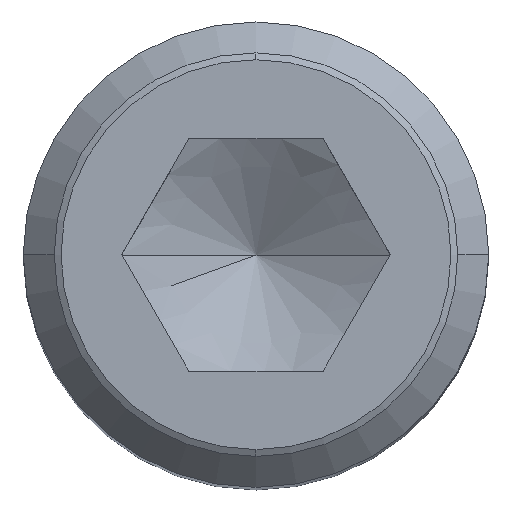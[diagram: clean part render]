
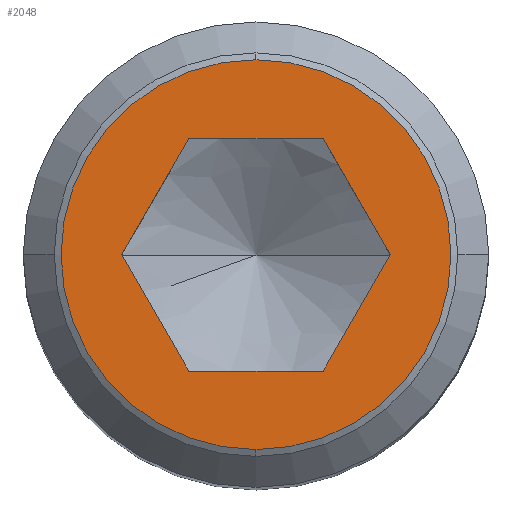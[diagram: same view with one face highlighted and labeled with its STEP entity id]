
A CAD part, top view. The second image highlights one B-rep face of the part: STEP entity #2048.
In plain terms, the highlighted planar face has unit normal (0, 0, 1).
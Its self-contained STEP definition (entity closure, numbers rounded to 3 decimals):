
#1704=EDGE_CURVE('',#2068,#1868,#4174,.T.);
#1868=VERTEX_POINT('',#4363);
#2048=ADVANCED_FACE('',(#4566,#4567),#4568,.T.);
#2068=VERTEX_POINT('',#4589);
#2078=EDGE_CURVE('',#2586,#3310,#4600,.T.);
#2402=VERTEX_POINT('',#4966);
#2426=EDGE_CURVE('',#2628,#2402,#4994,.T.);
#2586=VERTEX_POINT('',#5176);
#2624=EDGE_CURVE('',#3006,#3542,#5220,.T.);
#2628=VERTEX_POINT('',#5224);
#3006=VERTEX_POINT('',#5651);
#3064=EDGE_CURVE('',#1868,#2628,#5715,.T.);
#3174=EDGE_CURVE('',#2402,#3006,#5836,.T.);
#3264=EDGE_CURVE('',#3542,#2068,#5938,.T.);
#3310=VERTEX_POINT('',#5990);
#3448=EDGE_CURVE('',#3310,#2586,#6142,.T.);
#3542=VERTEX_POINT('',#6243);
#4174=LINE('',#7114,#7115);
#4363=CARTESIAN_POINT('',(1.443,2.5,0.));
#4566=FACE_BOUND('',#7663,.T.);
#4567=FACE_OUTER_BOUND('',#7664,.T.);
#4568=PLANE('',#7665);
#4589=CARTESIAN_POINT('',(-1.443,2.5,0.));
#4600=CIRCLE('',#7718,4.188);
#4966=CARTESIAN_POINT('',(1.443,-2.5,0.));
#4994=LINE('',#8281,#8282);
#5176=CARTESIAN_POINT('',(0.,-4.188,0.));
#5220=LINE('',#8583,#8584);
#5224=CARTESIAN_POINT('',(2.887,0.0,0.));
#5651=CARTESIAN_POINT('',(-1.443,-2.5,0.));
#5715=LINE('',#9285,#9286);
#5836=LINE('',#9460,#9461);
#5938=LINE('',#9600,#9601);
#5990=CARTESIAN_POINT('',(0.,4.188,0.));
#6142=CIRCLE('',#9900,4.188);
#6243=CARTESIAN_POINT('',(-2.887,0.0,0.));
#7114=CARTESIAN_POINT('',(0.722,2.5,0.));
#7115=VECTOR('',#10726,1.0);
#7663=EDGE_LOOP('',(#11240,#11241,#11242,#11243,#11244,#11245));
#7664=EDGE_LOOP('',(#11246,#11247));
#7665=AXIS2_PLACEMENT_3D('',#11248,#11249,#11250);
#7718=AXIS2_PLACEMENT_3D('',#11282,#11283,#11284);
#8281=CARTESIAN_POINT('',(1.804,-1.875,0.));
#8282=VECTOR('',#11764,1.0);
#8583=CARTESIAN_POINT('',(-2.526,-0.625,0.));
#8584=VECTOR('',#12056,1.0);
#9285=CARTESIAN_POINT('',(2.526,0.625,0.));
#9286=VECTOR('',#12670,1.0);
#9460=CARTESIAN_POINT('',(-0.722,-2.5,0.));
#9461=VECTOR('',#12796,1.0);
#9600=CARTESIAN_POINT('',(-1.804,1.875,0.));
#9601=VECTOR('',#12915,1.0);
#9900=AXIS2_PLACEMENT_3D('',#13135,#13136,#13137);
#10726=DIRECTION('',(1.0,0.0,0.0));
#11240=ORIENTED_EDGE('',*,*,#2624,.T.);
#11241=ORIENTED_EDGE('',*,*,#3264,.T.);
#11242=ORIENTED_EDGE('',*,*,#1704,.T.);
#11243=ORIENTED_EDGE('',*,*,#3064,.T.);
#11244=ORIENTED_EDGE('',*,*,#2426,.T.);
#11245=ORIENTED_EDGE('',*,*,#3174,.T.);
#11246=ORIENTED_EDGE('',*,*,#3448,.T.);
#11247=ORIENTED_EDGE('',*,*,#2078,.T.);
#11248=CARTESIAN_POINT('',(-3.569,0.,0.));
#11249=DIRECTION('',(0.0,0.0,1.0));
#11250=DIRECTION('',(-1.0,0.,0.0));
#11282=CARTESIAN_POINT('',(0.,0.,0.));
#11283=DIRECTION('',(0.0,0.0,1.0));
#11284=DIRECTION('',(0.,1.0,0.0));
#11764=DIRECTION('',(-0.5,-0.866,0.));
#12056=DIRECTION('',(-0.5,0.866,0.));
#12670=DIRECTION('',(0.5,-0.866,0.));
#12796=DIRECTION('',(-1.0,0.0,0.0));
#12915=DIRECTION('',(0.5,0.866,0.));
#13135=CARTESIAN_POINT('',(0.,0.,0.));
#13136=DIRECTION('',(0.0,0.0,1.0));
#13137=DIRECTION('',(0.,1.0,0.0));
